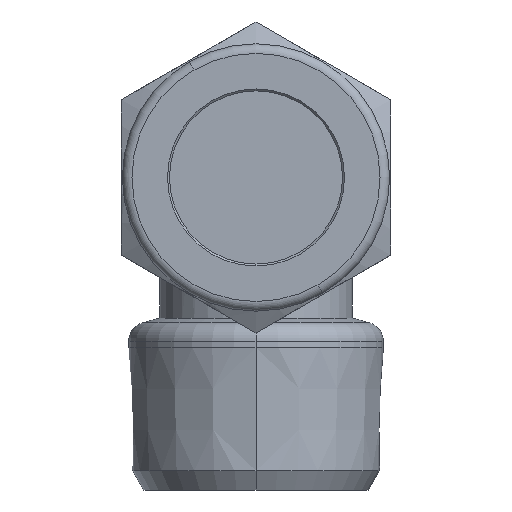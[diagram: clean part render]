
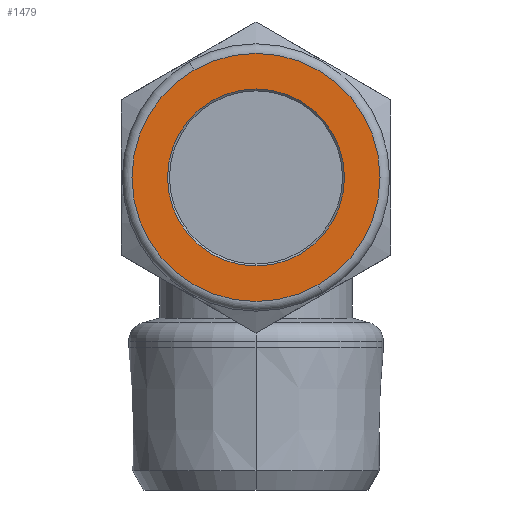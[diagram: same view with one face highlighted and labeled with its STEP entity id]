
A CAD part, left-side view. The second image highlights one B-rep face of the part: STEP entity #1479.
In plain terms, the highlighted planar face has unit normal (-1, 0, 0).
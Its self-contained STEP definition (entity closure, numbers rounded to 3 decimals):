
#277 = CARTESIAN_POINT ( 'NONE',  ( -41., -4.6, -7.967 ) ) ;
#278 = CARTESIAN_POINT ( 'NONE',  ( -41., 4.6, 7.967 ) ) ;
#286 = CARTESIAN_POINT ( 'NONE',  ( -41., -6.45, -11.172 ) ) ;
#287 = CARTESIAN_POINT ( 'NONE',  ( -41., 6.45, 11.172 ) ) ;
#353 = CIRCLE ( 'NONE', #2637, 12.9 ) ;
#354 = CIRCLE ( 'NONE', #2638, 9.2 ) ;
#649 = EDGE_LOOP ( 'NONE', ( #2402, #2403 ) ) ;
#1041 = CARTESIAN_POINT ( 'NONE',  ( -41., 0., 0. ) ) ;
#1042 = DIRECTION ( 'NONE',  ( 1., 0., 0. ) ) ;
#1043 = DIRECTION ( 'NONE',  ( 0., -0.5, -0.866 ) ) ;
#1148 = DIRECTION ( 'NONE',  ( 0., 0.5, 0.866 ) ) ;
#1149 = DIRECTION ( 'NONE',  ( -1., 0., 0. ) ) ;
#1151 = CARTESIAN_POINT ( 'NONE',  ( -41., 12.038, -6.95 ) ) ;
#1235 = EDGE_CURVE ( 'NONE', #3270, #3269, #2978, .T. ) ;
#1244 = EDGE_CURVE ( 'NONE', #3261, #3260, #2989, .T. ) ;
#1410 = PLANE ( 'NONE',  #2545 ) ;
#1430 = CARTESIAN_POINT ( 'NONE',  ( -41., 0., 0. ) ) ;
#1431 = DIRECTION ( 'NONE',  ( -1., 0., 0. ) ) ;
#1432 = DIRECTION ( 'NONE',  ( 0., 0.5, 0.866 ) ) ;
#1479 = ADVANCED_FACE ( 'NONE', ( #1931, #1933 ), #1410, .T. ) ;
#1608 = CARTESIAN_POINT ( 'NONE',  ( -41., 0., 0. ) ) ;
#1609 = DIRECTION ( 'NONE',  ( -1., 0., 0. ) ) ;
#1610 = DIRECTION ( 'NONE',  ( 0., 0.5, 0.866 ) ) ;
#1613 = CARTESIAN_POINT ( 'NONE',  ( -41., 0., 0. ) ) ;
#1614 = DIRECTION ( 'NONE',  ( 1., 0., 0. ) ) ;
#1615 = DIRECTION ( 'NONE',  ( 0., -0.5, -0.866 ) ) ;
#1931 = FACE_OUTER_BOUND ( 'NONE', #649, .T. ) ;
#1933 = FACE_BOUND ( 'NONE', #3295, .T. ) ;
#2402 = ORIENTED_EDGE ( 'NONE', *, *, #1235, .T. ) ;
#2403 = ORIENTED_EDGE ( 'NONE', *, *, #3135, .T. ) ;
#2404 = ORIENTED_EDGE ( 'NONE', *, *, #1244, .T. ) ;
#2405 = ORIENTED_EDGE ( 'NONE', *, *, #3136, .T. ) ;
#2522 = AXIS2_PLACEMENT_3D ( 'NONE', #1430, #1431, #1432 ) ;
#2528 = AXIS2_PLACEMENT_3D ( 'NONE', #1041, #1042, #1043 ) ;
#2545 = AXIS2_PLACEMENT_3D ( 'NONE', #1151, #1149, #1148 ) ;
#2637 = AXIS2_PLACEMENT_3D ( 'NONE', #1608, #1609, #1610 ) ;
#2638 = AXIS2_PLACEMENT_3D ( 'NONE', #1613, #1614, #1615 ) ;
#2978 = CIRCLE ( 'NONE', #2522, 12.9 ) ;
#2989 = CIRCLE ( 'NONE', #2528, 9.2 ) ;
#3135 = EDGE_CURVE ( 'NONE', #3269, #3270, #353, .T. ) ;
#3136 = EDGE_CURVE ( 'NONE', #3260, #3261, #354, .T. ) ;
#3260 = VERTEX_POINT ( 'NONE', #277 ) ;
#3261 = VERTEX_POINT ( 'NONE', #278 ) ;
#3269 = VERTEX_POINT ( 'NONE', #286 ) ;
#3270 = VERTEX_POINT ( 'NONE', #287 ) ;
#3295 = EDGE_LOOP ( 'NONE', ( #2404, #2405 ) ) ;
